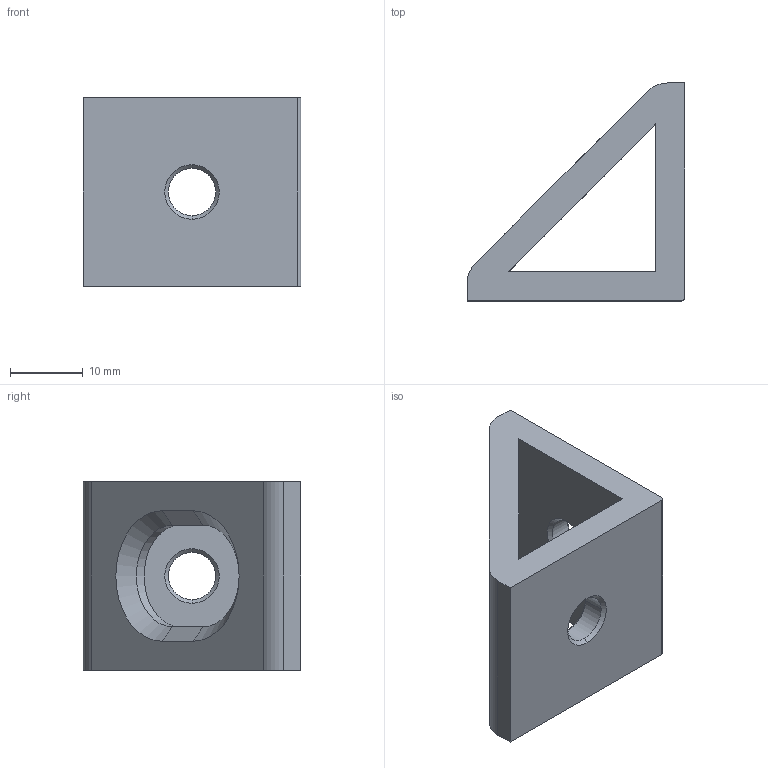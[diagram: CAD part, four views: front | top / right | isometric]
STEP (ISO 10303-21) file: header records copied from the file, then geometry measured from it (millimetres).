
FILE_DESCRIPTION (( 'STEP AP214' ), '1' );
FILE_NAME ('A471 Óãëîâîé àëþìèíèåâûé ñîåäèíèòåëü 30õ30.STEP', '2021-07-30T13:39:11', ( 'Windows User' ), ( '' ), 'SwSTEP 2.0', 'SolidWorks 2021', '' );
FILE_SCHEMA (( 'AUTOMOTIVE_DESIGN' ));
Length unit declared in the file: millimetre
Products named in the file (1): A471 Óãëîâîé àëþìèíèåâûé ñîåäèíèòåëü 30õ30
Bounding box: 30 x 30 x 26 mm (x, y, z)
Volume: 7857.3 mm3; surface area: 4903.6 mm2
Topology: 1 solids, 1 shells, 40 faces, 101 edges, 63 vertices
Faces by surface type: plane 16, cone 14, cylinder 10
Entity records: 1250 total; most frequent: DIRECTION 222, CARTESIAN_POINT 205, ORIENTED_EDGE 202, EDGE_CURVE 101, AXIS2_PLACEMENT_3D 80, VERTEX_POINT 63, VECTOR 62, LINE 62
